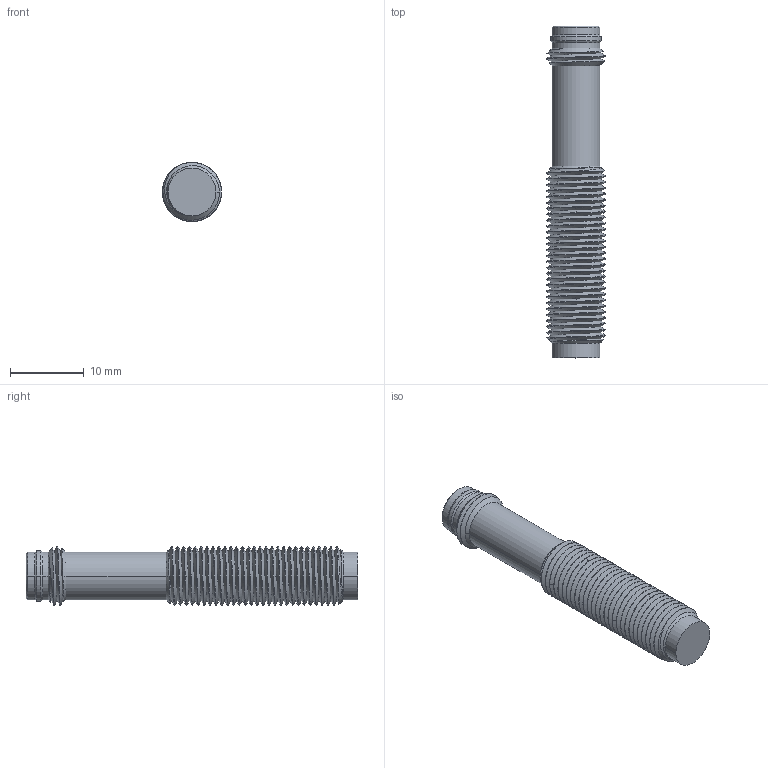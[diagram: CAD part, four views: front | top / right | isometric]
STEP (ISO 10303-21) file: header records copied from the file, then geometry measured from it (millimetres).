
FILE_DESCRIPTION((''),'2;1');
FILE_NAME('ECS1-0802X-XCS3','2017-01-09T',('Administrator'),(''),'PRO/ENGINEER BY PARAMETRIC TECHNOLOGY CORPORATION, 2007170','PRO/ENGINEER BY PARAMETRIC TECHNOLOGY CORPORATION, 2007170','');
FILE_SCHEMA(('CONFIG_CONTROL_DESIGN'));
Length unit declared in the file: millimetre
Products named in the file (1): ECS1-0802X-XCS3
Bounding box: 8 x 45 x 8 mm (x, y, z)
Volume: 1597.3 mm3; surface area: 1765.4 mm2
Topology: 1 solids, 1 shells, 117 faces, 329 edges, 212 vertices
Faces by surface type: cylinder 76, bspline 18, cone 14, sphere 6, plane 3
Entity records: 10233 total; most frequent: CARTESIAN_POINT 7523, ORIENTED_EDGE 646, DIRECTION 422, EDGE_CURVE 323, VERTEX_POINT 212, AXIS2_PLACEMENT_3D 160, B_SPLINE_CURVE_WITH_KNOTS 160, EDGE_LOOP 121
